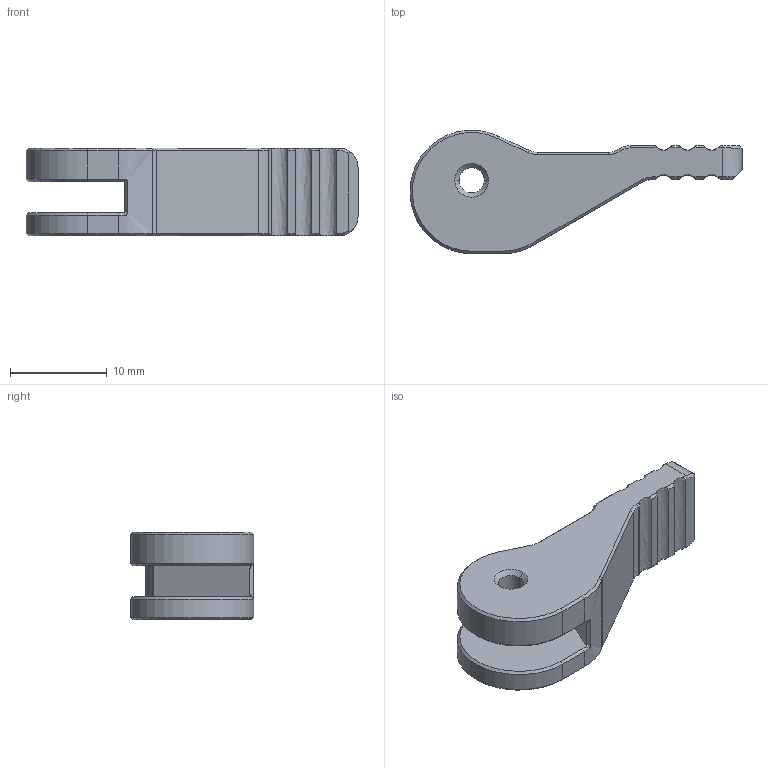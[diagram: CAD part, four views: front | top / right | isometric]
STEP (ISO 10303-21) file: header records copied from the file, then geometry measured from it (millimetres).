
FILE_DESCRIPTION(('FreeCAD Model'),'2;1');
FILE_NAME('Open CASCADE Shape Model','2024-12-14T10:31:42',(''),(''), 'Open CASCADE STEP processor 7.6','FreeCAD','Unknown');
FILE_SCHEMA(('AUTOMOTIVE_DESIGN { 1 0 10303 214 1 1 1 1 }'));
Length unit declared in the file: millimetre
Products named in the file (1): SOLID003
Bounding box: 34.4 x 12.78 x 9.1 mm (x, y, z)
Volume: 1728.3 mm3; surface area: 1436.7 mm2
Topology: 1 solids, 1 shells, 107 faces, 271 edges, 166 vertices
Faces by surface type: bspline 107
Entity records: 3916 total; most frequent: CARTESIAN_POINT 1554, ORIENTED_EDGE 542, DIRECTION 301, EDGE_CURVE 271, VERTEX_POINT 166, LINE 155, VECTOR 155, FACE_BOUND 111
